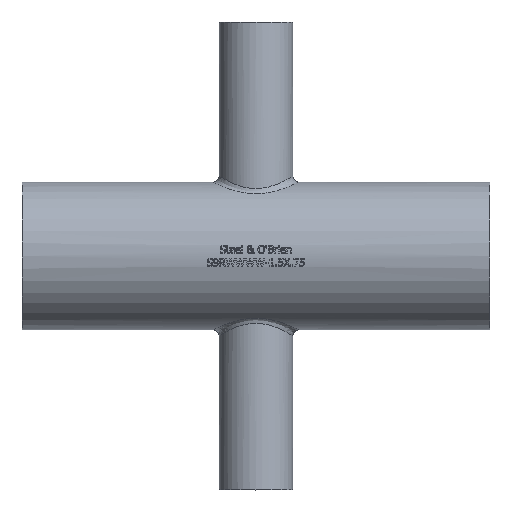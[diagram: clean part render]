
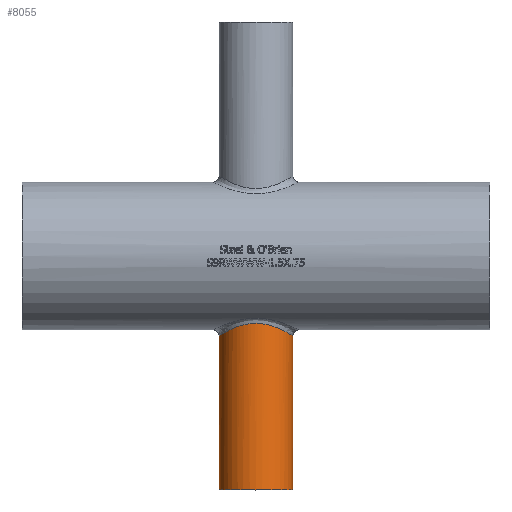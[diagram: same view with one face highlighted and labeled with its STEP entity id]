
A CAD part, top view. The second image highlights one B-rep face of the part: STEP entity #8055.
In plain terms, the highlighted cylindrical face has radius 9.525 mm (diameter 19.05 mm), a full revolution.
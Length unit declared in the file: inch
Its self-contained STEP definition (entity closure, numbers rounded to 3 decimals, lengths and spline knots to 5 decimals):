
#157=FACE_BOUND('',#1486,.T.);
#1003=FACE_OUTER_BOUND('',#1485,.T.);
#1485=EDGE_LOOP('',(#7527));
#1486=EDGE_LOOP('',(#7528));
#2784=CIRCLE('',#8541,0.375);
#3168=B_SPLINE_CURVE_WITH_KNOTS('',3,(#17712,#17713,#17714,#17715,#17716,
#17717,#17718,#17719,#17720,#17721,#17722,#17723,#17724,#17725,#17726,#17727,
#17728,#17729,#17730,#17731,#17732,#17733,#17734,#17735),.UNSPECIFIED.,
 .T.,.F.,(4,1,1,1,1,1,1,1,1,1,1,1,1,1,1,1,1,1,1,1,1,4),(0.,0.20922,
0.41844,0.83687,1.25531,1.46453,1.67375,
1.9527,2.23166,2.51062,2.78958,3.06853,
3.34749,3.76593,3.97515,4.18437,4.39358,
4.6028,5.02124,5.43968,5.64889,5.85811),
 .UNSPECIFIED.);
#3961=VERTEX_POINT('',#17710);
#3962=VERTEX_POINT('',#17737);
#5153=EDGE_CURVE('',#3961,#3961,#3168,.T.);
#5154=EDGE_CURVE('',#3962,#3962,#2784,.T.);
#7527=ORIENTED_EDGE('',*,*,#5154,.T.);
#7528=ORIENTED_EDGE('',*,*,#5153,.F.);
#7586=CYLINDRICAL_SURFACE('',#8540,0.375);
#8055=ADVANCED_FACE('',(#1003,#157),#7586,.T.);
#8540=AXIS2_PLACEMENT_3D('',#17736,#10079,#10080);
#8541=AXIS2_PLACEMENT_3D('',#17738,#10081,#10082);
#10079=DIRECTION('center_axis',(0.,1.,0.));
#10080=DIRECTION('ref_axis',(1.,0.,0.));
#10081=DIRECTION('center_axis',(0.,1.,0.));
#10082=DIRECTION('ref_axis',(1.,0.,0.));
#17710=CARTESIAN_POINT('',(-2.375,-0.68465,-0.375));
#17712=CARTESIAN_POINT('Ctrl Pts',(-2.375,-0.68465,
-0.375));
#17713=CARTESIAN_POINT('Ctrl Pts',(-2.40363,-0.68465,
-0.375));
#17714=CARTESIAN_POINT('Ctrl Pts',(-2.4609,-0.68968,
-0.36841));
#17715=CARTESIAN_POINT('Ctrl Pts',(-2.5674,-0.71648,
-0.33019));
#17716=CARTESIAN_POINT('Ctrl Pts',(-2.67657,-0.76738,
-0.24299));
#17717=CARTESIAN_POINT('Ctrl Pts',(-2.74007,-0.80628,
-0.11471));
#17718=CARTESIAN_POINT('Ctrl Pts',(-2.75331,-0.81457,
0.00006));
#17719=CARTESIAN_POINT('Ctrl Pts',(-2.74228,-0.80763,
0.09545));
#17720=CARTESIAN_POINT('Ctrl Pts',(-2.70335,-0.78386,
0.19236));
#17721=CARTESIAN_POINT('Ctrl Pts',(-2.63357,-0.74653,
0.27893));
#17722=CARTESIAN_POINT('Ctrl Pts',(-2.54206,-0.70888,
0.34188));
#17723=CARTESIAN_POINT('Ctrl Pts',(-2.43328,-0.68363,
0.37642));
#17724=CARTESIAN_POINT('Ctrl Pts',(-2.31672,-0.68364,
0.37641));
#17725=CARTESIAN_POINT('Ctrl Pts',(-2.18982,-0.71312,
0.33611));
#17726=CARTESIAN_POINT('Ctrl Pts',(-2.09529,-0.75715,
0.26027));
#17727=CARTESIAN_POINT('Ctrl Pts',(-2.03532,-0.79076,
0.1662));
#17728=CARTESIAN_POINT('Ctrl Pts',(-2.00663,-0.80833,
0.08587));
#17729=CARTESIAN_POINT('Ctrl Pts',(-1.99668,-0.81457,
0.00007));
#17730=CARTESIAN_POINT('Ctrl Pts',(-2.00993,-0.80628,
-0.11473));
#17731=CARTESIAN_POINT('Ctrl Pts',(-2.07343,-0.76737,
-0.24299));
#17732=CARTESIAN_POINT('Ctrl Pts',(-2.18261,-0.71648,
-0.3302));
#17733=CARTESIAN_POINT('Ctrl Pts',(-2.2891,-0.68968,
-0.36841));
#17734=CARTESIAN_POINT('Ctrl Pts',(-2.34637,-0.68465,
-0.375));
#17735=CARTESIAN_POINT('Ctrl Pts',(-2.375,-0.68465,
-0.375));
#17736=CARTESIAN_POINT('Origin',(-2.375,0.,0.));
#17737=CARTESIAN_POINT('',(-2.75,-2.375,0.));
#17738=CARTESIAN_POINT('Origin',(-2.375,-2.375,0.));
